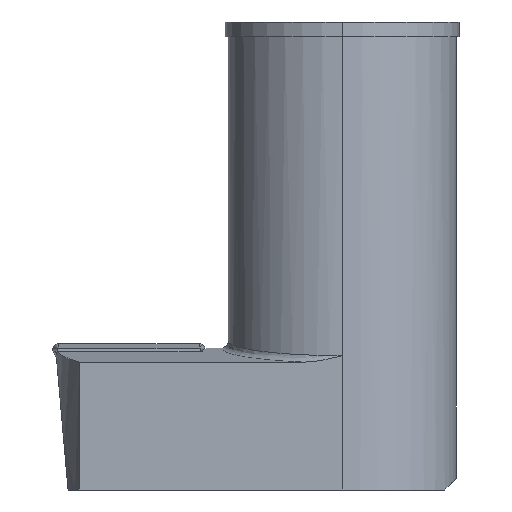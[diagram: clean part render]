
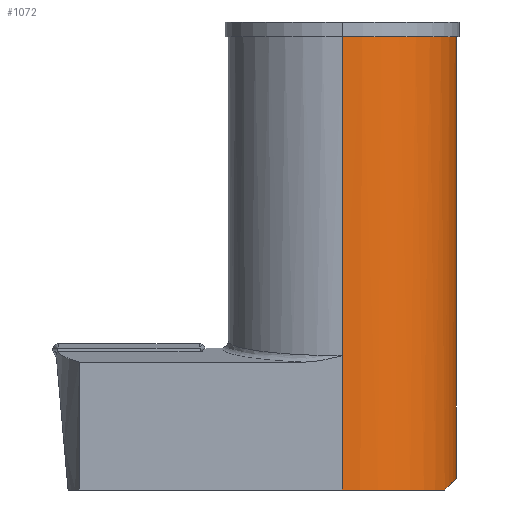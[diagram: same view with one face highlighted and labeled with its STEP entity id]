
A CAD part, front view. The second image highlights one B-rep face of the part: STEP entity #1072.
In plain terms, the highlighted cylindrical face has radius 7.8 mm (diameter 15.6 mm), a partial arc.
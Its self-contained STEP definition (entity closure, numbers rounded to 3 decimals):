
#482=VERTEX_POINT('NONE',#1364);
#484=EDGE_CURVE('NONE',#780,#1160,#1366,.F.);
#602=EDGE_CURVE('NONE',#780,#1242,#1500,.F.);
#632=EDGE_CURVE('NONE',#1146,#1160,#1532,.T.);
#640=EDGE_CURVE('NONE',#1246,#1166,#1541,.F.);
#664=VERTEX_POINT('NONE',#1568);
#718=EDGE_CURVE('NONE',#664,#1246,#1626,.T.);
#780=VERTEX_POINT('NONE',#1696);
#850=EDGE_CURVE('NONE',#664,#482,#1772,.T.);
#1072=ADVANCED_FACE('NONE',(#2022),#2023,.T.);
#1102=EDGE_CURVE('NONE',#1146,#482,#2057,.T.);
#1146=VERTEX_POINT('NONE',#2106);
#1160=VERTEX_POINT('NONE',#2121);
#1166=VERTEX_POINT('NONE',#2127);
#1206=EDGE_CURVE('NONE',#1242,#1166,#2170,.T.);
#1242=VERTEX_POINT('NONE',#2208);
#1246=VERTEX_POINT('NONE',#2212);
#1364=CARTESIAN_POINT('',(7.8,0.,-30.5));
#1366=CIRCLE('',#2338,7.8);
#1500=LINE('',#2520,#2521);
#1532=ELLIPSE('',#2558,11.031,7.8);
#1541=CIRCLE('',#2572,7.8);
#1568=CARTESIAN_POINT('',(0.0,7.8,-20.797));
#1626=LINE('',#2743,#2744);
#1696=CARTESIAN_POINT('',(0.,-7.8,-32.0));
#1772=ELLIPSE('',#4260,10.4,7.8);
#2022=FACE_OUTER_BOUND('',#4607,.T.);
#2023=CYLINDRICAL_SURFACE('',#4608,7.8);
#2057=LINE('',#4656,#4657);
#2106=CARTESIAN_POINT('',(7.8,0.,-31.2));
#2121=CARTESIAN_POINT('',(7.0,-3.441,-32.0));
#2127=CARTESIAN_POINT('',(0.,-7.8,-1.0));
#2170=LINE('',#4812,#4813);
#2208=CARTESIAN_POINT('',(0.,-7.8,-22.815));
#2212=CARTESIAN_POINT('',(0.0,7.8,-1.0));
#2338=AXIS2_PLACEMENT_3D('',#5003,#5004,#5005);
#2520=CARTESIAN_POINT('',(0.,-7.8,-32.0));
#2521=VECTOR('',#5211,1.0);
#2558=AXIS2_PLACEMENT_3D('',#5235,#5236,#5237);
#2572=AXIS2_PLACEMENT_3D('',#5248,#5249,#5250);
#2743=CARTESIAN_POINT('',(0.0,7.8,-32.0));
#2744=VECTOR('',#5352,1000.0);
#4260=AXIS2_PLACEMENT_3D('',#5521,#5522,#5523);
#4607=EDGE_LOOP('',(#5839,#5840,#5841,#5842,#5843,#5844,#5845,#5846));
#4608=AXIS2_PLACEMENT_3D('',#5847,#5848,#5849);
#4656=CARTESIAN_POINT('',(7.8,0.,-32.0));
#4657=VECTOR('',#5899,1.0);
#4812=CARTESIAN_POINT('',(0.,-7.8,-32.0));
#4813=VECTOR('',#6013,1000.0);
#5003=CARTESIAN_POINT('',(0.0,0.,-32.0));
#5004=DIRECTION('',(0.0,0.,-1.0));
#5005=DIRECTION('',(0.0,1.0,0.));
#5211=DIRECTION('',(0.0,0.0,-1.0));
#5235=CARTESIAN_POINT('',(0.0,0.,-39.0));
#5236=DIRECTION('',(0.707,0.0,-0.707));
#5237=DIRECTION('',(0.707,0.0,0.707));
#5248=CARTESIAN_POINT('',(0.0,0.,-1.0));
#5249=DIRECTION('',(0.0,-0.0,1.0));
#5250=DIRECTION('',(0.0,1.0,0.0));
#5352=DIRECTION('',(-0.0,0.,1.0));
#5521=CARTESIAN_POINT('',(0.0,0.,-25.997));
#5522=DIRECTION('',(-0.433,0.5,-0.75));
#5523=DIRECTION('',(-0.491,0.567,0.661));
#5839=ORIENTED_EDGE('',*,*,#1206,.F.);
#5840=ORIENTED_EDGE('',*,*,#602,.F.);
#5841=ORIENTED_EDGE('',*,*,#484,.T.);
#5842=ORIENTED_EDGE('',*,*,#632,.F.);
#5843=ORIENTED_EDGE('',*,*,#1102,.T.);
#5844=ORIENTED_EDGE('',*,*,#850,.F.);
#5845=ORIENTED_EDGE('',*,*,#718,.T.);
#5846=ORIENTED_EDGE('',*,*,#640,.T.);
#5847=CARTESIAN_POINT('',(0.0,0.,-32.0));
#5848=DIRECTION('',(-0.0,-0.0,1.0));
#5849=DIRECTION('',(0.0,1.0,0.0));
#5899=DIRECTION('',(0.0,-0.0,1.0));
#6013=DIRECTION('',(-0.0,0.,1.0));
